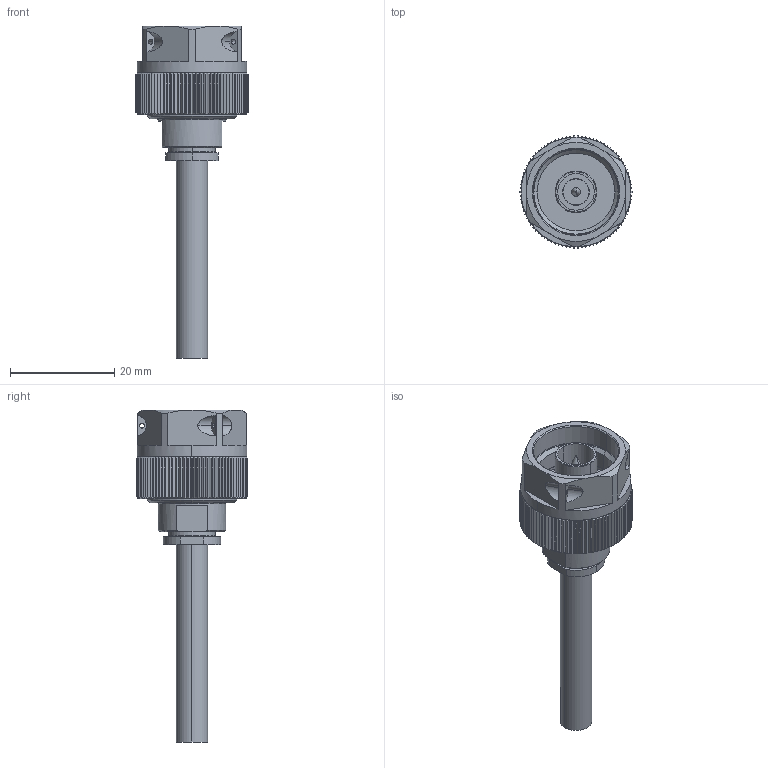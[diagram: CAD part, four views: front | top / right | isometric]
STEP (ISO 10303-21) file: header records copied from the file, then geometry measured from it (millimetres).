
FILE_DESCRIPTION (( 'STEP AP203' ), '1' );
FILE_NAME ('R163.065.L01 A.STEP', '2017-09-14T08:38:45', ( '' ), ( '' ), 'SwSTEP 2.0', 'SolidWorks 2017', '' );
FILE_SCHEMA (( 'CONFIG_CONTROL_DESIGN' ));
Length unit declared in the file: millimetre
Products named in the file (1): R163.065.L01 A
Bounding box: 21.5 x 21.49 x 63.73 mm (x, y, z)
Volume: 5271.2 mm3; surface area: 4857.7 mm2
Topology: 1 solids, 1 shells, 601 faces, 1514 edges, 939 vertices
Faces by surface type: plane 314, cylinder 152, cone 125, bspline 8, torus 2
Entity records: 18854 total; most frequent: CARTESIAN_POINT 4803, ORIENTED_EDGE 3028, DIRECTION 2835, EDGE_CURVE 1514, AXIS2_PLACEMENT_3D 1129, VERTEX_POINT 939, EDGE_LOOP 631, ADVANCED_FACE 601
